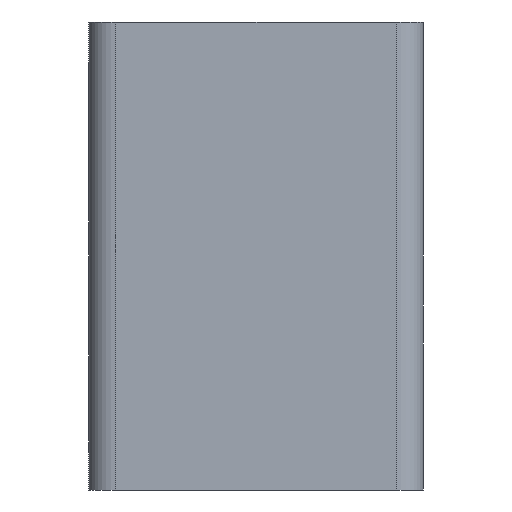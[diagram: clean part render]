
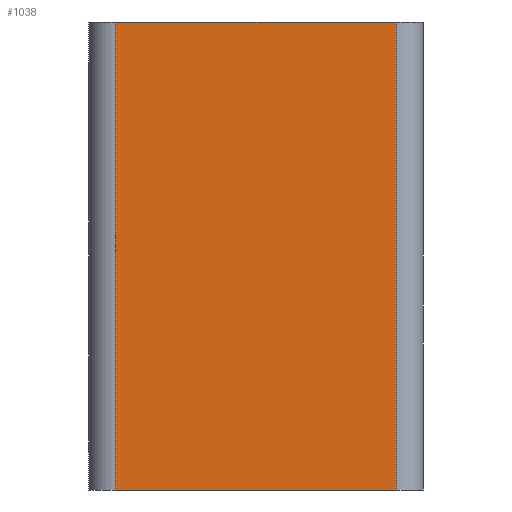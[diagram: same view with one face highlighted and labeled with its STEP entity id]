
A CAD part, left-side view. The second image highlights one B-rep face of the part: STEP entity #1038.
In plain terms, the highlighted planar face has unit normal (-1, 0, 0).
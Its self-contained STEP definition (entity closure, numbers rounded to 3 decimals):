
#1 = CARTESIAN_POINT ( 'NONE',  ( -40., 4., 35. ) ) ;
#2 = DIRECTION ( 'NONE',  ( 1., 0., 0. ) ) ;
#3 = PLANE ( 'NONE',  #858 ) ;
#4 = DIRECTION ( 'NONE',  ( 0., 0., -1. ) ) ;
#267 = CARTESIAN_POINT ( 'NONE',  ( -40., 4., 35. ) ) ;
#280 = CARTESIAN_POINT ( 'NONE',  ( -40., 4., -35. ) ) ;
#353 = CARTESIAN_POINT ( 'NONE',  ( -40., 46., -35. ) ) ;
#390 = DIRECTION ( 'NONE',  ( 0., 0., -1. ) ) ;
#428 = CARTESIAN_POINT ( 'NONE',  ( -40., 4., 35. ) ) ;
#435 = DIRECTION ( 'NONE',  ( 0., -1., 0. ) ) ;
#442 = LINE ( 'NONE', #463, #868 ) ;
#463 = CARTESIAN_POINT ( 'NONE',  ( -40., 4., 35. ) ) ;
#470 = DIRECTION ( 'NONE',  ( 0., -1., 0. ) ) ;
#471 = LINE ( 'NONE', #428, #889 ) ;
#475 = CARTESIAN_POINT ( 'NONE',  ( -40., 46., 35. ) ) ;
#476 = DIRECTION ( 'NONE',  ( 0., 0., -1. ) ) ;
#483 = CARTESIAN_POINT ( 'NONE',  ( -40., 4., -35. ) ) ;
#507 = CARTESIAN_POINT ( 'NONE',  ( -40., 46., 35. ) ) ;
#553 = LINE ( 'NONE', #483, #894 ) ;
#576 = LINE ( 'NONE', #475, #939 ) ;
#602 = ORIENTED_EDGE ( 'NONE', *, *, #957, .T. ) ;
#603 = ORIENTED_EDGE ( 'NONE', *, *, #962, .F. ) ;
#604 = ORIENTED_EDGE ( 'NONE', *, *, #963, .F. ) ;
#605 = ORIENTED_EDGE ( 'NONE', *, *, #961, .T. ) ;
#683 = EDGE_LOOP ( 'NONE', ( #605, #604, #603, #602 ) ) ;
#749 = VERTEX_POINT ( 'NONE', #353 ) ;
#778 = VERTEX_POINT ( 'NONE', #507 ) ;
#781 = VERTEX_POINT ( 'NONE', #280 ) ;
#784 = VERTEX_POINT ( 'NONE', #267 ) ;
#858 = AXIS2_PLACEMENT_3D ( 'NONE', #1, #2, #4 ) ;
#868 = VECTOR ( 'NONE', #390, 1000. ) ;
#889 = VECTOR ( 'NONE', #435, 1000. ) ;
#894 = VECTOR ( 'NONE', #470, 1000. ) ;
#908 = FACE_OUTER_BOUND ( 'NONE', #683, .T. ) ;
#939 = VECTOR ( 'NONE', #476, 1000. ) ;
#957 = EDGE_CURVE ( 'NONE', #778, #749, #576, .T. ) ;
#961 = EDGE_CURVE ( 'NONE', #749, #781, #553, .T. ) ;
#962 = EDGE_CURVE ( 'NONE', #778, #784, #471, .T. ) ;
#963 = EDGE_CURVE ( 'NONE', #784, #781, #442, .T. ) ;
#1038 = ADVANCED_FACE ( 'NONE', ( #908 ), #3, .F. ) ;
